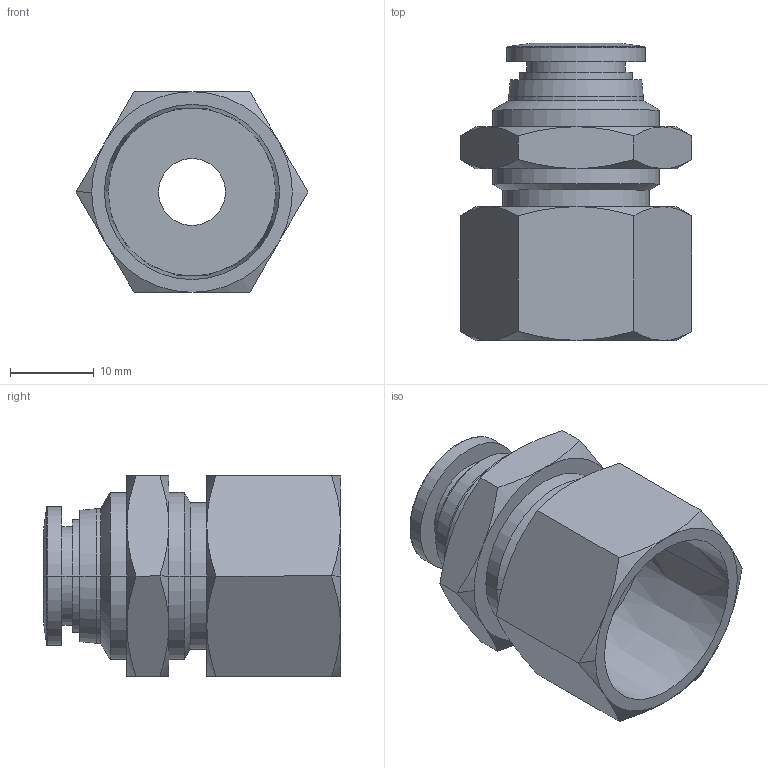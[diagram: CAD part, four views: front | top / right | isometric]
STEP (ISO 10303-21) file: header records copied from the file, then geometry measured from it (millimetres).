
FILE_DESCRIPTION (( 'STEP AP214' ), '1' );
FILE_NAME ('FB10M-12R.step', '2016-02-24T20:31:55', ( '' ), ( '' ), 'SwSTEP 2.0', 'SolidWorks 2015', '' );
FILE_SCHEMA (( 'AUTOMOTIVE_DESIGN' ));
Length unit declared in the file: inch
Products named in the file (1): FB10M-12R
Bounding box: 27.71 x 35.55 x 24 mm (x, y, z)
Volume: 7448.7 mm3; surface area: 5508.2 mm2
Topology: 1 solids, 1 shells, 82 faces, 178 edges, 106 vertices
Faces by surface type: cone 38, plane 22, cylinder 18, bspline 4
Entity records: 3520 total; most frequent: CARTESIAN_POINT 673, DIRECTION 370, ORIENTED_EDGE 356, EDGE_CURVE 178, AXIS2_PLACEMENT_3D 163, VERTEX_POINT 106, EDGE_LOOP 92, DIMENSIONAL_EXPONENTS 85
